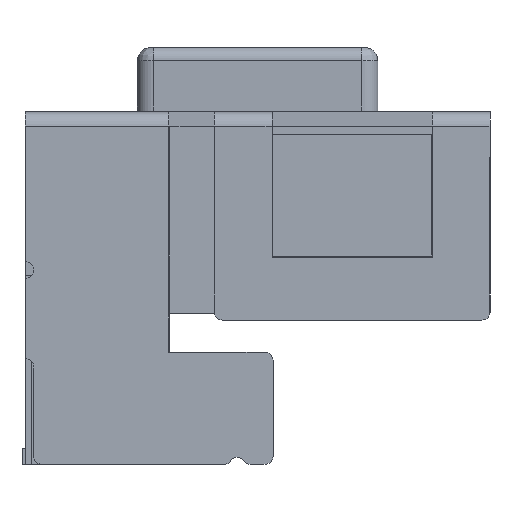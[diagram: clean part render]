
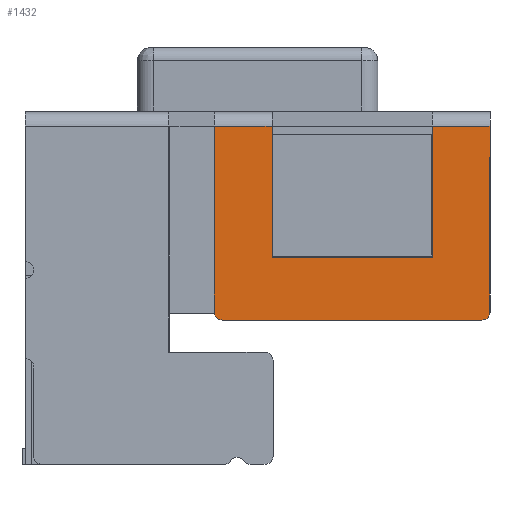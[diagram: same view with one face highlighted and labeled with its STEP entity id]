
A CAD part, left-side view. The second image highlights one B-rep face of the part: STEP entity #1432.
In plain terms, the highlighted planar face has unit normal (-1, 0, 0).
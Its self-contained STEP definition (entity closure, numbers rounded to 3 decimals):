
#506 = CARTESIAN_POINT ( 'NONE',  ( -1.8, -0.28, 0.6 ) ) ;
#595 = EDGE_CURVE ( 'NONE', #3366, #2758, #2689, .T. ) ;
#843 = VECTOR ( 'NONE', #1294, 1000. ) ;
#852 = CARTESIAN_POINT ( 'NONE',  ( -1.8, -0.33, 0.6 ) ) ;
#867 = VERTEX_POINT ( 'NONE', #1436 ) ;
#1294 = DIRECTION ( 'NONE',  ( 0., 1., 0. ) ) ;
#1378 = VERTEX_POINT ( 'NONE', #4637 ) ;
#1394 = CARTESIAN_POINT ( 'NONE',  ( -1.8, -0.28, 1.75 ) ) ;
#1432 = ADVANCED_FACE ( 'NONE', ( #8049 ), #8740, .T. ) ;
#1433 = EDGE_CURVE ( 'NONE', #5461, #867, #8694, .T. ) ;
#1436 = CARTESIAN_POINT ( 'NONE',  ( -1.8, -1.64, 1.76 ) ) ;
#1585 = AXIS2_PLACEMENT_3D ( 'NONE', #7623, #6245, #6105 ) ;
#1633 = VECTOR ( 'NONE', #4977, 1000. ) ;
#1710 = EDGE_CURVE ( 'NONE', #3485, #3366, #4952, .T. ) ;
#1806 = CARTESIAN_POINT ( 'NONE',  ( -1.8, -0.28, 1.76 ) ) ;
#1927 = EDGE_CURVE ( 'NONE', #7296, #4334, #4829, .T. ) ;
#1952 = CARTESIAN_POINT ( 'NONE',  ( -1.8, -2., 1.76 ) ) ;
#1963 = DIRECTION ( 'NONE',  ( 0., 0., 1. ) ) ;
#2235 = DIRECTION ( 'NONE',  ( -1., 0., 0. ) ) ;
#2237 = VECTOR ( 'NONE', #6211, 1000. ) ;
#2267 = EDGE_CURVE ( 'NONE', #2774, #1378, #3370, .T. ) ;
#2331 = CARTESIAN_POINT ( 'NONE',  ( -1.8, -2., 1.76 ) ) ;
#2635 = CARTESIAN_POINT ( 'NONE',  ( -1.8, -0.64, 1.76 ) ) ;
#2657 = VECTOR ( 'NONE', #2698, 1000. ) ;
#2668 = EDGE_LOOP ( 'NONE', ( #4474, #3325, #2858, #7748, #7905, #3943, #3708, #5900, #4524, #6563 ) ) ;
#2689 = LINE ( 'NONE', #1394, #6586 ) ;
#2698 = DIRECTION ( 'NONE',  ( 0., -1., 0. ) ) ;
#2700 = CARTESIAN_POINT ( 'NONE',  ( -1.8, -2., 0.6 ) ) ;
#2732 = DIRECTION ( 'NONE',  ( 0., 0., -1. ) ) ;
#2758 = VERTEX_POINT ( 'NONE', #506 ) ;
#2774 = VERTEX_POINT ( 'NONE', #4651 ) ;
#2858 = ORIENTED_EDGE ( 'NONE', *, *, #2267, .T. ) ;
#2895 = CARTESIAN_POINT ( 'NONE',  ( -1.8, -1.64, 1.75 ) ) ;
#3154 = DIRECTION ( 'NONE',  ( 0., 0., 1. ) ) ;
#3325 = ORIENTED_EDGE ( 'NONE', *, *, #7066, .T. ) ;
#3366 = VERTEX_POINT ( 'NONE', #1806 ) ;
#3370 = LINE ( 'NONE', #8267, #843 ) ;
#3435 = CARTESIAN_POINT ( 'NONE',  ( -1.8, -2., 1.75 ) ) ;
#3485 = VERTEX_POINT ( 'NONE', #2635 ) ;
#3499 = AXIS2_PLACEMENT_3D ( 'NONE', #4596, #5885, #3154 ) ;
#3707 = AXIS2_PLACEMENT_3D ( 'NONE', #852, #2235, #5137 ) ;
#3708 = ORIENTED_EDGE ( 'NONE', *, *, #4460, .T. ) ;
#3889 = DIRECTION ( 'NONE',  ( 0., 1., 0. ) ) ;
#3943 = ORIENTED_EDGE ( 'NONE', *, *, #595, .T. ) ;
#4262 = LINE ( 'NONE', #7088, #2657 ) ;
#4334 = VERTEX_POINT ( 'NONE', #2700 ) ;
#4352 = EDGE_CURVE ( 'NONE', #1378, #3485, #6349, .T. ) ;
#4460 = EDGE_CURVE ( 'NONE', #2758, #6943, #6656, .T. ) ;
#4474 = ORIENTED_EDGE ( 'NONE', *, *, #1433, .T. ) ;
#4524 = ORIENTED_EDGE ( 'NONE', *, *, #1927, .T. ) ;
#4596 = CARTESIAN_POINT ( 'NONE',  ( -1.8, -0.33, 0.6 ) ) ;
#4606 = VECTOR ( 'NONE', #1963, 1000. ) ;
#4637 = CARTESIAN_POINT ( 'NONE',  ( -1.8, -0.64, 0.94 ) ) ;
#4651 = CARTESIAN_POINT ( 'NONE',  ( -1.8, -1.64, 0.94 ) ) ;
#4829 = CIRCLE ( 'NONE', #1585, 0.05 ) ;
#4952 = LINE ( 'NONE', #7171, #6312 ) ;
#4977 = DIRECTION ( 'NONE',  ( 0., 0., -1. ) ) ;
#4983 = EDGE_CURVE ( 'NONE', #4334, #5461, #9106, .T. ) ;
#5137 = DIRECTION ( 'NONE',  ( 0., 0., 1. ) ) ;
#5248 = CARTESIAN_POINT ( 'NONE',  ( -1.8, -1.95, 0.55 ) ) ;
#5461 = VERTEX_POINT ( 'NONE', #1952 ) ;
#5599 = CARTESIAN_POINT ( 'NONE',  ( -1.8, -0.64, 1.75 ) ) ;
#5885 = DIRECTION ( 'NONE',  ( -1., 0., 0. ) ) ;
#5900 = ORIENTED_EDGE ( 'NONE', *, *, #6340, .T. ) ;
#6105 = DIRECTION ( 'NONE',  ( 0., 0., 1. ) ) ;
#6211 = DIRECTION ( 'NONE',  ( 0., 0., 1. ) ) ;
#6245 = DIRECTION ( 'NONE',  ( -1., 0., 0. ) ) ;
#6312 = VECTOR ( 'NONE', #7771, 1000. ) ;
#6340 = EDGE_CURVE ( 'NONE', #6943, #7296, #4262, .T. ) ;
#6349 = LINE ( 'NONE', #5599, #2237 ) ;
#6563 = ORIENTED_EDGE ( 'NONE', *, *, #4983, .T. ) ;
#6586 = VECTOR ( 'NONE', #2732, 1000. ) ;
#6656 = CIRCLE ( 'NONE', #3707, 0.05 ) ;
#6943 = VERTEX_POINT ( 'NONE', #7615 ) ;
#7066 = EDGE_CURVE ( 'NONE', #867, #2774, #7197, .T. ) ;
#7088 = CARTESIAN_POINT ( 'NONE',  ( -1.8, -0.33, 0.55 ) ) ;
#7171 = CARTESIAN_POINT ( 'NONE',  ( -1.8, -0.64, 1.76 ) ) ;
#7197 = LINE ( 'NONE', #2895, #1633 ) ;
#7296 = VERTEX_POINT ( 'NONE', #5248 ) ;
#7615 = CARTESIAN_POINT ( 'NONE',  ( -1.8, -0.33, 0.55 ) ) ;
#7623 = CARTESIAN_POINT ( 'NONE',  ( -1.8, -1.95, 0.6 ) ) ;
#7748 = ORIENTED_EDGE ( 'NONE', *, *, #4352, .T. ) ;
#7771 = DIRECTION ( 'NONE',  ( 0., 1., 0. ) ) ;
#7905 = ORIENTED_EDGE ( 'NONE', *, *, #1710, .T. ) ;
#8049 = FACE_OUTER_BOUND ( 'NONE', #2668, .T. ) ;
#8267 = CARTESIAN_POINT ( 'NONE',  ( -1.8, -1.64, 0.94 ) ) ;
#8694 = LINE ( 'NONE', #2331, #8955 ) ;
#8740 = PLANE ( 'NONE',  #3499 ) ;
#8955 = VECTOR ( 'NONE', #3889, 1000. ) ;
#9106 = LINE ( 'NONE', #3435, #4606 ) ;
